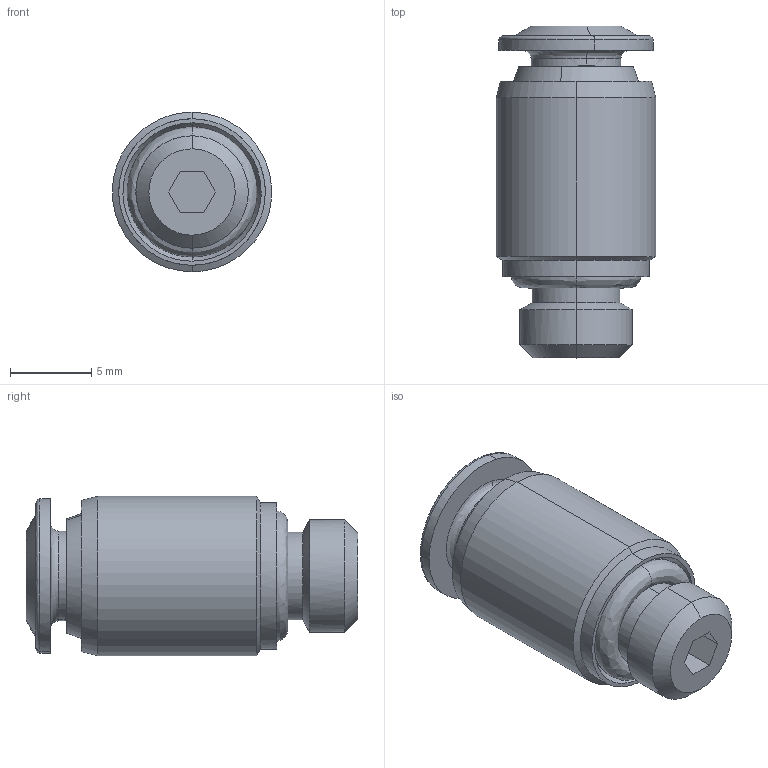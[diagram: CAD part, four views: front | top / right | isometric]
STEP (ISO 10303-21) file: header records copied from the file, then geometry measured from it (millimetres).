
FILE_DESCRIPTION (( 'STEP AP214' ), '1' );
FILE_NAME ('POC04-M7_ME.STEP', '2018-09-06T13:14:26', ( '' ), ( '' ), 'SwSTEP 2.0', 'SolidWorks 2018', '' );
FILE_SCHEMA (( 'AUTOMOTIVE_DESIGN' ));
Length unit declared in the file: millimetre
Products named in the file (1): POC04-M7_ME
Bounding box: 9.79 x 20.4 x 9.8 mm (x, y, z)
Volume: 1106.3 mm3; surface area: 978.8 mm2
Topology: 1 solids, 1 shells, 79 faces, 190 edges, 116 vertices
Faces by surface type: bspline 79
Entity records: 3016 total; most frequent: CARTESIAN_POINT 1861, ORIENTED_EDGE 380, EDGE_CURVE 190, B_SPLINE_CURVE_WITH_KNOTS 122, VERTEX_POINT 116, EDGE_LOOP 90, ADVANCED_FACE 79, FACE_OUTER_BOUND 79
